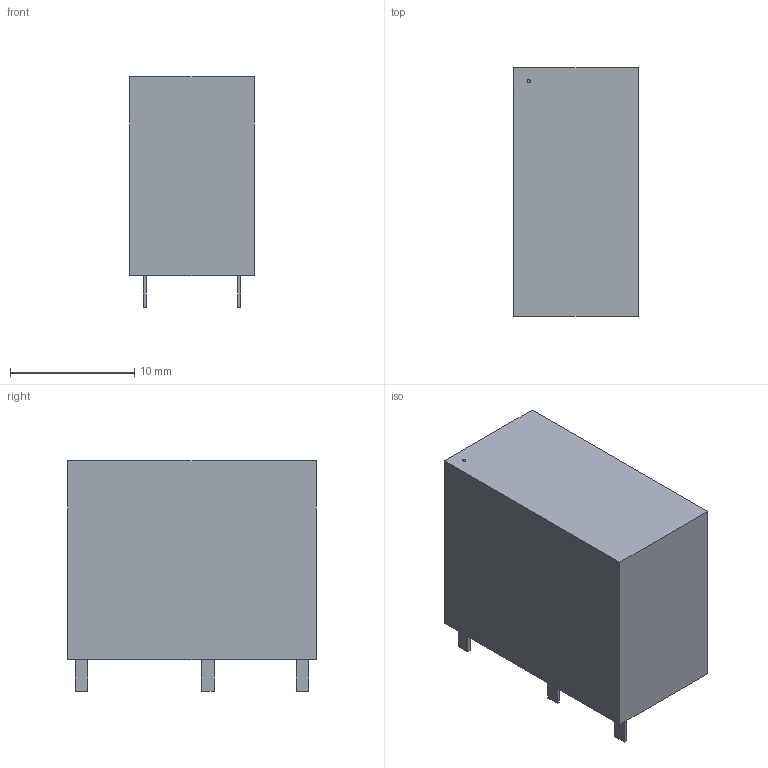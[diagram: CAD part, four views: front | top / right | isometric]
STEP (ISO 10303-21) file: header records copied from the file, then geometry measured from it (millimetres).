
FILE_DESCRIPTION(/* description */ (''),/* implementation_level */ '2;1');
FILE_NAME(/* name */ 'RELAY_ALQ3_PANVA.step',/* time_stamp */ '2021-02-27T20:12:03-05:00',/* author */ (''),/* organization */ (''),/* preprocessor_version */ 'ST-DEVELOPER v18.1',/* originating_system */ 'Autodesk Translation Framework v9.7.1.1290',/* authorisation */ '');
FILE_SCHEMA (('AUTOMOTIVE_DESIGN { 1 0 10303 214 3 1 1 }'));
Length unit declared in the file: millimetre
Products named in the file (1): RELAY_ALQ3_PAN
Bounding box: 10.01 x 19.99 x 18.55 mm (x, y, z)
Volume: 3204.1 mm3; surface area: 1388.9 mm2
Topology: 6 solids, 6 shells, 33 faces, 63 edges, 42 vertices
Faces by surface type: plane 32, cylinder 1
Full cylindrical faces by diameter (mm): 0.254 x1
Entity records: 901 total; most frequent: CARTESIAN_POINT 139, DIRECTION 133, ORIENTED_EDGE 126, EDGE_CURVE 63, LINE 61, VECTOR 61, VERTEX_POINT 42, STYLED_ITEM 39
